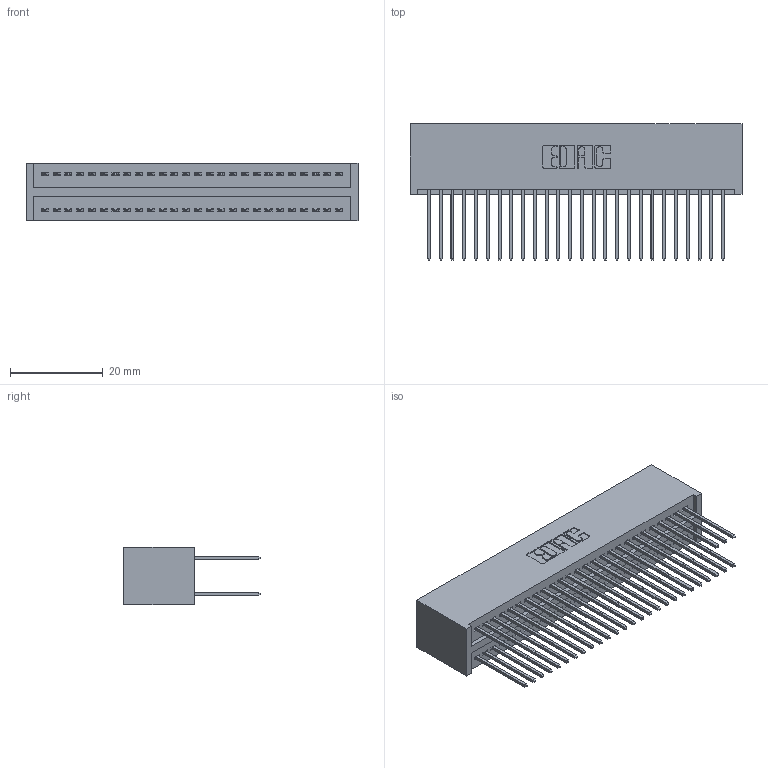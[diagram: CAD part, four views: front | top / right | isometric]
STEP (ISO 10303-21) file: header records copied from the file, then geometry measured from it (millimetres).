
FILE_DESCRIPTION (( 'STEP AP203' ), '1' );
FILE_NAME ('325-052-540-201.STEP', '2020-02-25T00:31:47', ( '' ), ( '' ), 'SwSTEP 2.0', 'SolidWorks 2016', '' );
FILE_SCHEMA (( 'CONFIG_CONTROL_DESIGN' ));
Length unit declared in the file: inch
Products named in the file (3): 325-052-540-201; 325 Part_Lugless; 325-292-001_325-293-140
Assembly tree (53 placements, depth 2):
  325-052-540-201
    325 Part_Lugless
    325-292-001_325-293-140  x52
Bounding box: 71.68 x 29.46 x 12.45 mm (x, y, z)
Volume: 9913.2 mm3; surface area: 13218.7 mm2
Topology: 53 solids, 53 shells, 2810 faces, 8347 edges, 5494 vertices
Faces by surface type: plane 1938, cylinder 872
Entity records: 18537 total; most frequent: CARTESIAN_POINT 3090, ORIENTED_EDGE 3026, DIRECTION 2661, EDGE_CURVE 1513, LINE 1393, VECTOR 1393, VERTEX_POINT 1006, AXIS2_PLACEMENT_3D 634
